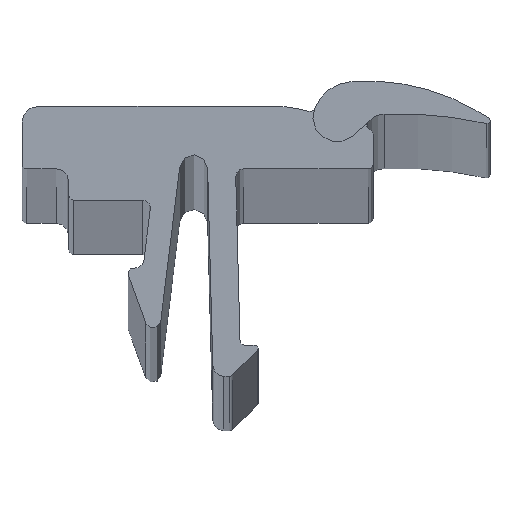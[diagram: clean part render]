
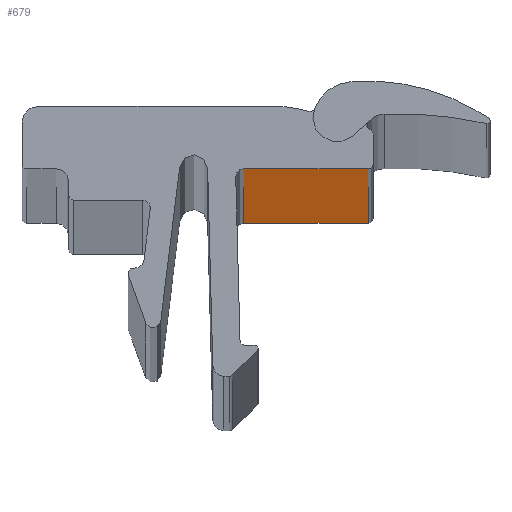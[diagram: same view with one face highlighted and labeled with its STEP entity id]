
A CAD part, top view. The second image highlights one B-rep face of the part: STEP entity #679.
In plain terms, the highlighted planar face has unit normal (0, -1, 0).
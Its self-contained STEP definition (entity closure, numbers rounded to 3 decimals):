
#8 = ORIENTED_EDGE ( 'NONE', *, *, #825, .F. ) ;
#58 = CARTESIAN_POINT ( 'NONE',  ( -0.8, -3.32, 1000. ) ) ;
#70 = CARTESIAN_POINT ( 'NONE',  ( 7.2, -3.32, -1000. ) ) ;
#109 = CARTESIAN_POINT ( 'NONE',  ( 7.2, -3.32, -1000. ) ) ;
#145 = PLANE ( 'NONE',  #877 ) ;
#158 = CARTESIAN_POINT ( 'NONE',  ( -0.8, -3.32, -1000. ) ) ;
#213 = ORIENTED_EDGE ( 'NONE', *, *, #887, .F. ) ;
#284 = FACE_OUTER_BOUND ( 'NONE', #1095, .T. ) ;
#323 = VECTOR ( 'NONE', #615, 1000. ) ;
#405 = LINE ( 'NONE', #70, #1246 ) ;
#420 = VERTEX_POINT ( 'NONE', #58 ) ;
#450 = LINE ( 'NONE', #1537, #884 ) ;
#487 = CARTESIAN_POINT ( 'NONE',  ( 7.2, -3.32, 1000. ) ) ;
#534 = DIRECTION ( 'NONE',  ( 0., 0., 1. ) ) ;
#570 = VECTOR ( 'NONE', #534, 1000. ) ;
#584 = EDGE_CURVE ( 'NONE', #1112, #420, #1033, .T. ) ;
#603 = EDGE_CURVE ( 'NONE', #1079, #1112, #450, .T. ) ;
#615 = DIRECTION ( 'NONE',  ( -1., 0., 0. ) ) ;
#638 = CARTESIAN_POINT ( 'NONE',  ( -0.8, -3.32, -1000. ) ) ;
#653 = VERTEX_POINT ( 'NONE', #638 ) ;
#679 = ADVANCED_FACE ( 'NONE', ( #284 ), #145, .F. ) ;
#779 = DIRECTION ( 'NONE',  ( 0., 0., 1. ) ) ;
#825 = EDGE_CURVE ( 'NONE', #653, #420, #1497, .T. ) ;
#877 = AXIS2_PLACEMENT_3D ( 'NONE', #1192, #1320, #779 ) ;
#884 = VECTOR ( 'NONE', #1296, 1000. ) ;
#887 = EDGE_CURVE ( 'NONE', #1079, #653, #405, .T. ) ;
#940 = ORIENTED_EDGE ( 'NONE', *, *, #603, .T. ) ;
#985 = DIRECTION ( 'NONE',  ( -1., 0., 0. ) ) ;
#1033 = LINE ( 'NONE', #487, #323 ) ;
#1079 = VERTEX_POINT ( 'NONE', #109 ) ;
#1095 = EDGE_LOOP ( 'NONE', ( #1541, #8, #213, #940 ) ) ;
#1112 = VERTEX_POINT ( 'NONE', #1559 ) ;
#1192 = CARTESIAN_POINT ( 'NONE',  ( 7.2, -3.32, -1000. ) ) ;
#1246 = VECTOR ( 'NONE', #985, 1000. ) ;
#1296 = DIRECTION ( 'NONE',  ( 0., 0., 1. ) ) ;
#1320 = DIRECTION ( 'NONE',  ( 0., 1., 0. ) ) ;
#1497 = LINE ( 'NONE', #158, #570 ) ;
#1537 = CARTESIAN_POINT ( 'NONE',  ( 7.2, -3.32, -1000. ) ) ;
#1541 = ORIENTED_EDGE ( 'NONE', *, *, #584, .T. ) ;
#1559 = CARTESIAN_POINT ( 'NONE',  ( 7.2, -3.32, 1000. ) ) ;
